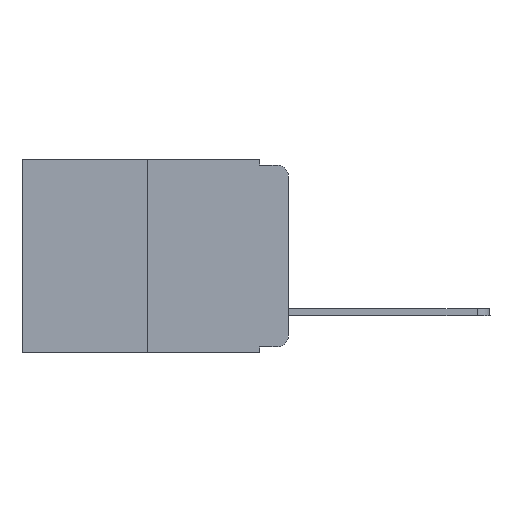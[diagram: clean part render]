
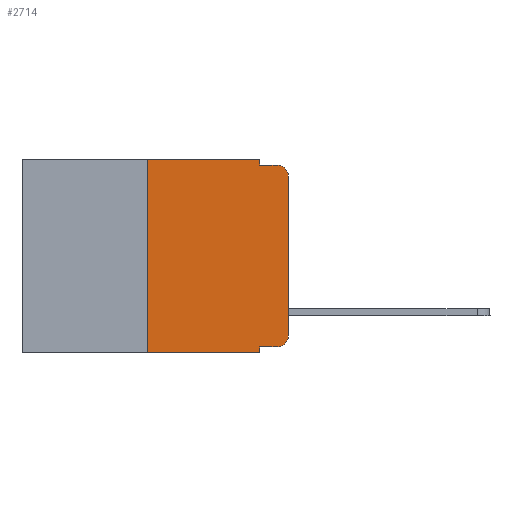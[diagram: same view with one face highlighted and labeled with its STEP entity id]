
A CAD part, left-side view. The second image highlights one B-rep face of the part: STEP entity #2714.
In plain terms, the highlighted planar face has unit normal (-1, 0, 0).
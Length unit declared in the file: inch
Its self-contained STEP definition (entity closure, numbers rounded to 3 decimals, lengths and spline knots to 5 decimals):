
#1 = EDGE_CURVE ( 'NONE', #6411, #2979, #8290, .T. ) ;
#341 = VERTEX_POINT ( 'NONE', #8613 ) ;
#612 = VECTOR ( 'NONE', #4506, 39.37008 ) ;
#653 = CARTESIAN_POINT ( 'NONE',  ( 0., 0.02, -0.333 ) ) ;
#917 = DIRECTION ( 'NONE',  ( 0., 0., 1. ) ) ;
#1198 = VERTEX_POINT ( 'NONE', #6818 ) ;
#1397 = VECTOR ( 'NONE', #917, 39.37008 ) ;
#1440 = VERTEX_POINT ( 'NONE', #7926 ) ;
#1454 = ORIENTED_EDGE ( 'NONE', *, *, #8891, .F. ) ;
#1642 = ORIENTED_EDGE ( 'NONE', *, *, #4626, .F. ) ;
#1688 = DIRECTION ( 'NONE',  ( 0., -1., 0. ) ) ;
#1849 = LINE ( 'NONE', #2519, #6776 ) ;
#2046 = CIRCLE ( 'NONE', #5574, 0.02 ) ;
#2138 = VECTOR ( 'NONE', #2366, 39.37008 ) ;
#2366 = DIRECTION ( 'NONE',  ( 0., 0., -1. ) ) ;
#2502 = DIRECTION ( 'NONE',  ( 1., 0., 0. ) ) ;
#2519 = CARTESIAN_POINT ( 'NONE',  ( 0., 0.051, 0. ) ) ;
#2576 = DIRECTION ( 'NONE',  ( 0., -1., 0. ) ) ;
#2577 = DIRECTION ( 'NONE',  ( 0., -1., 0. ) ) ;
#2714 = ADVANCED_FACE ( 'NONE', ( #4603 ), #7142, .F. ) ;
#2906 = DIRECTION ( 'NONE',  ( -1., 0., 0. ) ) ;
#2979 = VERTEX_POINT ( 'NONE', #653 ) ;
#3262 = VECTOR ( 'NONE', #8119, 39.37008 ) ;
#3372 = ORIENTED_EDGE ( 'NONE', *, *, #9676, .T. ) ;
#3684 = LINE ( 'NONE', #6244, #1397 ) ;
#3806 = LINE ( 'NONE', #7931, #8889 ) ;
#4016 = CARTESIAN_POINT ( 'NONE',  ( 0., 0.25, 0. ) ) ;
#4052 = CARTESIAN_POINT ( 'NONE',  ( 0., 0.473, 0. ) ) ;
#4065 = ORIENTED_EDGE ( 'NONE', *, *, #1, .T. ) ;
#4209 = VERTEX_POINT ( 'NONE', #7330 ) ;
#4266 = AXIS2_PLACEMENT_3D ( 'NONE', #7109, #2502, #8670 ) ;
#4392 = CARTESIAN_POINT ( 'NONE',  ( 0., 0., 0. ) ) ;
#4495 = DIRECTION ( 'NONE',  ( -1., 0., 0. ) ) ;
#4506 = DIRECTION ( 'NONE',  ( 0., 0., 1. ) ) ;
#4603 = FACE_OUTER_BOUND ( 'NONE', #8213, .T. ) ;
#4626 = EDGE_CURVE ( 'NONE', #8758, #9660, #9381, .T. ) ;
#4869 = EDGE_CURVE ( 'NONE', #1198, #1440, #2046, .T. ) ;
#5021 = AXIS2_PLACEMENT_3D ( 'NONE', #7516, #4495, #9058 ) ;
#5093 = CARTESIAN_POINT ( 'NONE',  ( 0., 0.473, -0.343 ) ) ;
#5310 = DIRECTION ( 'NONE',  ( 0., 0., -1. ) ) ;
#5376 = CARTESIAN_POINT ( 'NONE',  ( 0., 0.25, -0.343 ) ) ;
#5435 = LINE ( 'NONE', #4392, #612 ) ;
#5495 = CARTESIAN_POINT ( 'NONE',  ( 0., 0.051, -0.333 ) ) ;
#5574 = AXIS2_PLACEMENT_3D ( 'NONE', #7520, #2906, #8299 ) ;
#5688 = EDGE_CURVE ( 'NONE', #6411, #341, #1849, .T. ) ;
#5715 = ORIENTED_EDGE ( 'NONE', *, *, #7560, .T. ) ;
#5859 = VERTEX_POINT ( 'NONE', #5376 ) ;
#6238 = ORIENTED_EDGE ( 'NONE', *, *, #9342, .F. ) ;
#6244 = CARTESIAN_POINT ( 'NONE',  ( 0., 0.25, 0. ) ) ;
#6411 = VERTEX_POINT ( 'NONE', #9006 ) ;
#6431 = EDGE_CURVE ( 'NONE', #4209, #1198, #5435, .T. ) ;
#6472 = LINE ( 'NONE', #8534, #2138 ) ;
#6603 = CARTESIAN_POINT ( 'NONE',  ( 0., 0.051, -0.01 ) ) ;
#6768 = CARTESIAN_POINT ( 'NONE',  ( 0., 0.051, 0. ) ) ;
#6776 = VECTOR ( 'NONE', #5310, 39.37008 ) ;
#6818 = CARTESIAN_POINT ( 'NONE',  ( 0., 0., -0.03 ) ) ;
#6887 = ORIENTED_EDGE ( 'NONE', *, *, #5688, .F. ) ;
#6950 = VECTOR ( 'NONE', #1688, 39.37008 ) ;
#7109 = CARTESIAN_POINT ( 'NONE',  ( 0., 0.473, 0. ) ) ;
#7142 = PLANE ( 'NONE',  #4266 ) ;
#7208 = ORIENTED_EDGE ( 'NONE', *, *, #6431, .T. ) ;
#7330 = CARTESIAN_POINT ( 'NONE',  ( 0., 0., -0.313 ) ) ;
#7516 = CARTESIAN_POINT ( 'NONE',  ( 0., 0.02, -0.313 ) ) ;
#7520 = CARTESIAN_POINT ( 'NONE',  ( 0., 0.02, -0.03 ) ) ;
#7560 = EDGE_CURVE ( 'NONE', #5859, #341, #9402, .T. ) ;
#7818 = ORIENTED_EDGE ( 'NONE', *, *, #9192, .F. ) ;
#7926 = CARTESIAN_POINT ( 'NONE',  ( 0., 0.02, -0.01 ) ) ;
#7931 = CARTESIAN_POINT ( 'NONE',  ( 0., 0.051, -0.01 ) ) ;
#8119 = DIRECTION ( 'NONE',  ( 0., -1., 0. ) ) ;
#8152 = CIRCLE ( 'NONE', #5021, 0.02 ) ;
#8213 = EDGE_LOOP ( 'NONE', ( #7208, #8738, #1454, #7818, #1642, #6238, #5715, #6887, #4065, #3372 ) ) ;
#8290 = LINE ( 'NONE', #5495, #6950 ) ;
#8299 = DIRECTION ( 'NONE',  ( 0., 0., -1. ) ) ;
#8534 = CARTESIAN_POINT ( 'NONE',  ( 0., 0.051, 0. ) ) ;
#8537 = VECTOR ( 'NONE', #2576, 39.37008 ) ;
#8613 = CARTESIAN_POINT ( 'NONE',  ( 0., 0.051, -0.343 ) ) ;
#8670 = DIRECTION ( 'NONE',  ( 0., 0., -1. ) ) ;
#8738 = ORIENTED_EDGE ( 'NONE', *, *, #4869, .T. ) ;
#8758 = VERTEX_POINT ( 'NONE', #4016 ) ;
#8889 = VECTOR ( 'NONE', #2577, 39.37008 ) ;
#8891 = EDGE_CURVE ( 'NONE', #9584, #1440, #3806, .T. ) ;
#9006 = CARTESIAN_POINT ( 'NONE',  ( 0., 0.051, -0.333 ) ) ;
#9058 = DIRECTION ( 'NONE',  ( 0., 0., -1. ) ) ;
#9192 = EDGE_CURVE ( 'NONE', #9660, #9584, #6472, .T. ) ;
#9342 = EDGE_CURVE ( 'NONE', #5859, #8758, #3684, .T. ) ;
#9381 = LINE ( 'NONE', #4052, #8537 ) ;
#9402 = LINE ( 'NONE', #5093, #3262 ) ;
#9584 = VERTEX_POINT ( 'NONE', #6603 ) ;
#9660 = VERTEX_POINT ( 'NONE', #6768 ) ;
#9676 = EDGE_CURVE ( 'NONE', #2979, #4209, #8152, .T. ) ;
